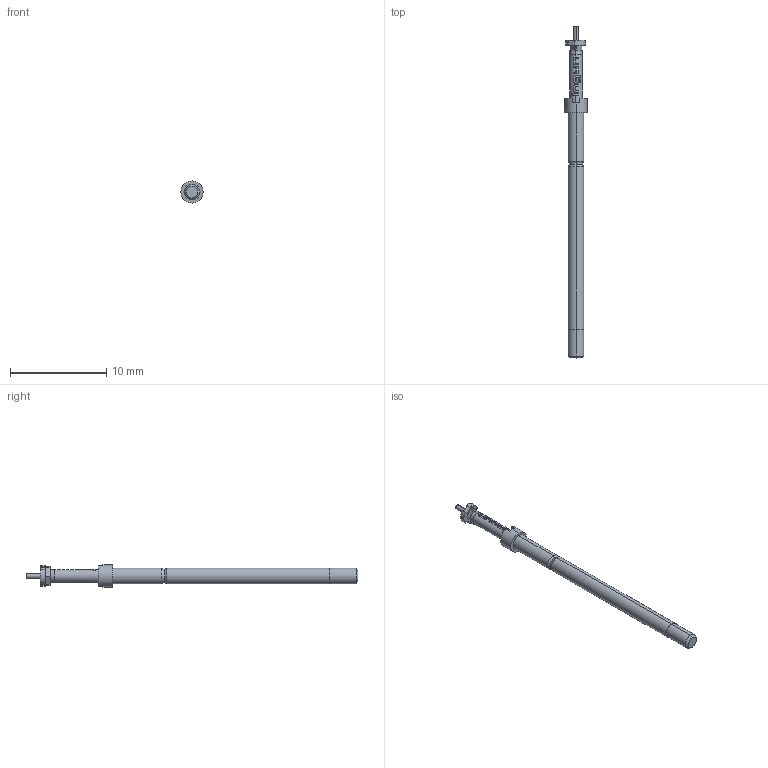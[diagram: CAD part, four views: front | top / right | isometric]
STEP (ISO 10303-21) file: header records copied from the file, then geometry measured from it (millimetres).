
FILE_DESCRIPTION (( 'STEP AP203' ), '1' );
FILE_NAME ('INGUN_T-912_302_050_150_210Axx02M.STEP', '2022-02-09T06:23:11', ( 'ochi' ), ( '' ), 'SwSTEP 2.0', 'SolidWorks 2018', '' );
FILE_SCHEMA (( 'CONFIG_CONTROL_DESIGN' ));
Length unit declared in the file: millimetre
Products named in the file (1): INGUN_T-912_302_050_150_210Axx02M
Bounding box: 2.3 x 34.5 x 2.3 mm (x, y, z)
Volume: 68.9 mm3; surface area: 185.1 mm2
Topology: 1 solids, 1 shells, 141 faces, 390 edges, 255 vertices
Faces by surface type: plane 76, cylinder 32, bspline 22, cone 7, torus 4
Entity records: 4874 total; most frequent: CARTESIAN_POINT 1319, ORIENTED_EDGE 780, DIRECTION 667, EDGE_CURVE 390, VERTEX_POINT 255, AXIS2_PLACEMENT_3D 247, VECTOR 173, LINE 173
